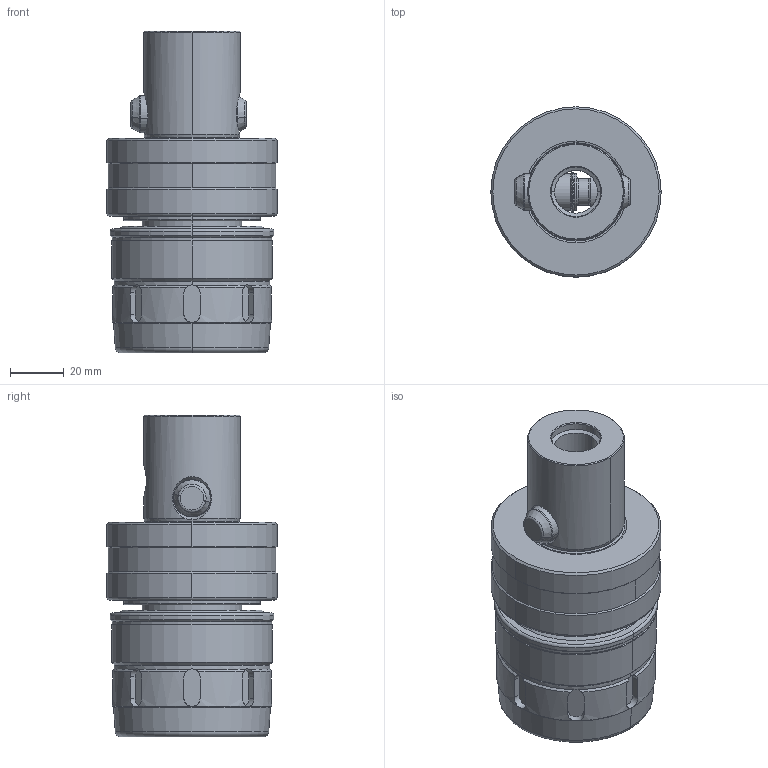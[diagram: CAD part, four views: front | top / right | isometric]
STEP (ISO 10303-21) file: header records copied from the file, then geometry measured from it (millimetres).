
FILE_DESCRIPTION(('no description'),'unknown implementation level');
FILE_NAME('65273A9A-3F98-4754-B513-61E17A70ABA2_export.stp',' ',('CIMSOURCE GmbH'),('CADClick - KiM GmbH - www.kimweb.de'),'unknown preprocess','ACIS','unknown authorization');
FILE_SCHEMA(('automotive_design'));
Length unit declared in the file: millimetre
Products named in the file (3): 335.066 Kaiser GMC 20 X CK6|335.066 Kaiser GMC 20 X CK6_Standard;NONE; 335.066 Kaiser GMC 20 X CK6|691.506 Kaiser ETL D14 X 43K_Standard|693.305 Sprengring_Standard;NONE; 335.066 Kaiser GMC 20 X CK6|691.506 Kaiser ETL D14 X 43K_Standard|691.526 Mitnehmerbolzen_Standard;NONE
Bounding box: 63.5 x 63.5 x 120 mm (x, y, z)
Volume: 229046.4 mm3; surface area: 39367.3 mm2
Topology: 3 solids, 3 shells, 190 faces, 459 edges, 280 vertices
Faces by surface type: cylinder 68, cone 48, plane 40, torus 34
Entity records: 11797 total; most frequent: CARTESIAN_POINT 2059, DIRECTION 979, STYLED_ITEM 932, PRESENTATION_STYLE_ASSIGNMENT 932, COLOUR_RGB 932, ORIENTED_EDGE 918, EDGE_CURVE 459, CURVE_STYLE 459
